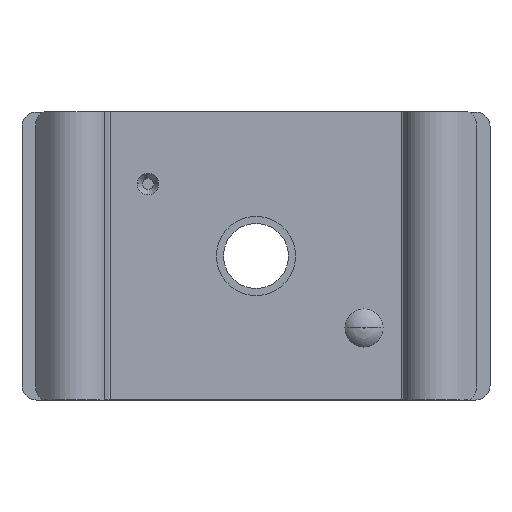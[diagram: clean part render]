
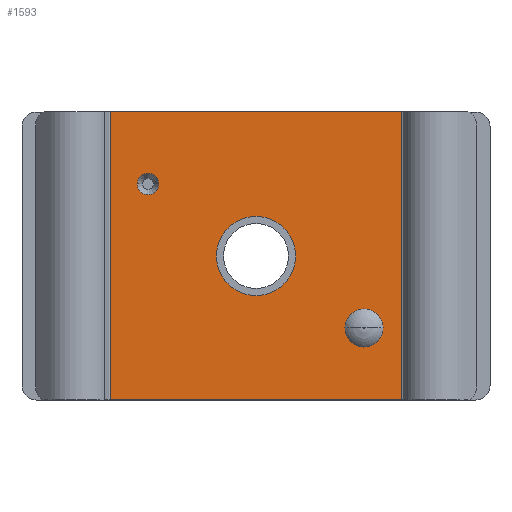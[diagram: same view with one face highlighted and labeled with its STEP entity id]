
A CAD part, front view. The second image highlights one B-rep face of the part: STEP entity #1593.
In plain terms, the highlighted face is planar.
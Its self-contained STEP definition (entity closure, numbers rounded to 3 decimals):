
#77 = DIRECTION ( 'NONE',  ( 0., 1., 0. ) ) ;
#84 = CARTESIAN_POINT ( 'NONE',  ( 20.266, 2., 40. ) ) ;
#85 = PLANE ( 'NONE',  #873 ) ;
#86 = DIRECTION ( 'NONE',  ( 0., 0., 1. ) ) ;
#100 = CARTESIAN_POINT ( 'NONE',  ( 20.266, 2., 0. ) ) ;
#105 = DIRECTION ( 'NONE',  ( 1., 0., 0. ) ) ;
#106 = CARTESIAN_POINT ( 'NONE',  ( 15., 2., 30. ) ) ;
#107 = DIRECTION ( 'NONE',  ( 0., -1., 0. ) ) ;
#108 = DIRECTION ( 'NONE',  ( 0., 0., 1. ) ) ;
#109 = CARTESIAN_POINT ( 'NONE',  ( 20.266, 2., 40. ) ) ;
#110 = CARTESIAN_POINT ( 'NONE',  ( -20.266, 2., 40. ) ) ;
#111 = CARTESIAN_POINT ( 'NONE',  ( 0., 2., 20. ) ) ;
#112 = DIRECTION ( 'NONE',  ( 0., 1., 0. ) ) ;
#113 = DIRECTION ( 'NONE',  ( 0., 0., 1. ) ) ;
#114 = CARTESIAN_POINT ( 'NONE',  ( 20.266, 2., 40. ) ) ;
#115 = DIRECTION ( 'NONE',  ( 0., 0., -1. ) ) ;
#117 = DIRECTION ( 'NONE',  ( 1., 0., 0. ) ) ;
#119 = DIRECTION ( 'NONE',  ( 0., 0., -1. ) ) ;
#120 = CARTESIAN_POINT ( 'NONE',  ( -15., 2., 10. ) ) ;
#121 = DIRECTION ( 'NONE',  ( 0., -1., 0. ) ) ;
#122 = DIRECTION ( 'NONE',  ( 1., 0., 0. ) ) ;
#341 = CARTESIAN_POINT ( 'NONE',  ( 15., 2., 30. ) ) ;
#342 = DIRECTION ( 'NONE',  ( 0., -1., 0. ) ) ;
#343 = DIRECTION ( 'NONE',  ( 0., 0., 1. ) ) ;
#470 = VERTEX_POINT ( 'NONE', #2485 ) ;
#485 = VERTEX_POINT ( 'NONE', #2469 ) ;
#525 = VERTEX_POINT ( 'NONE', #2445 ) ;
#632 = VERTEX_POINT ( 'NONE', #2441 ) ;
#633 = VERTEX_POINT ( 'NONE', #2437 ) ;
#634 = VERTEX_POINT ( 'NONE', #2443 ) ;
#665 = VERTEX_POINT ( 'NONE', #2406 ) ;
#666 = VERTEX_POINT ( 'NONE', #2405 ) ;
#668 = VERTEX_POINT ( 'NONE', #2403 ) ;
#670 = VERTEX_POINT ( 'NONE', #2401 ) ;
#848 = EDGE_CURVE ( 'NONE', #632, #633, #1260, .T. ) ;
#854 = EDGE_CURVE ( 'NONE', #634, #668, #1270, .T. ) ;
#873 = AXIS2_PLACEMENT_3D ( 'NONE', #84, #77, #86 ) ;
#877 = AXIS2_PLACEMENT_3D ( 'NONE', #106, #107, #108 ) ;
#878 = AXIS2_PLACEMENT_3D ( 'NONE', #111, #112, #113 ) ;
#879 = AXIS2_PLACEMENT_3D ( 'NONE', #120, #121, #122 ) ;
#916 = AXIS2_PLACEMENT_3D ( 'NONE', #341, #342, #343 ) ;
#1030 = CIRCLE ( 'NONE', #916, 2.648 ) ;
#1225 = EDGE_LOOP ( 'NONE', ( #2192, #2191 ) ) ;
#1260 = CIRCLE ( 'NONE', #2118, 1.493 ) ;
#1270 = CIRCLE ( 'NONE', #2121, 5.5 ) ;
#1399 = FACE_BOUND ( 'NONE', #2341, .T. ) ;
#1400 = FACE_OUTER_BOUND ( 'NONE', #2344, .T. ) ;
#1401 = FACE_BOUND ( 'NONE', #1225, .T. ) ;
#1402 = FACE_BOUND ( 'NONE', #2343, .T. ) ;
#1410 = CIRCLE ( 'NONE', #877, 2.648 ) ;
#1414 = CIRCLE ( 'NONE', #878, 5.5 ) ;
#1415 = LINE ( 'NONE', #110, #1420 ) ;
#1416 = LINE ( 'NONE', #100, #1418 ) ;
#1417 = LINE ( 'NONE', #109, #1422 ) ;
#1418 = VECTOR ( 'NONE', #105, 1000. ) ;
#1419 = LINE ( 'NONE', #114, #1424 ) ;
#1420 = VECTOR ( 'NONE', #115, 1000. ) ;
#1422 = VECTOR ( 'NONE', #117, 1000. ) ;
#1423 = CIRCLE ( 'NONE', #879, 1.493 ) ;
#1424 = VECTOR ( 'NONE', #119, 1000. ) ;
#1593 = ADVANCED_FACE ( 'NONE', ( #1399, #1402, #1400, #1401 ), #85, .T. ) ;
#1601 = EDGE_CURVE ( 'NONE', #485, #470, #1410, .T. ) ;
#1602 = EDGE_CURVE ( 'NONE', #668, #634, #1414, .T. ) ;
#1603 = EDGE_CURVE ( 'NONE', #525, #665, #1416, .T. ) ;
#1604 = EDGE_CURVE ( 'NONE', #670, #525, #1415, .T. ) ;
#1605 = EDGE_CURVE ( 'NONE', #670, #666, #1417, .T. ) ;
#1606 = EDGE_CURVE ( 'NONE', #666, #665, #1419, .T. ) ;
#1607 = EDGE_CURVE ( 'NONE', #633, #632, #1423, .T. ) ;
#1700 = EDGE_CURVE ( 'NONE', #470, #485, #1030, .T. ) ;
#1992 = DIRECTION ( 'NONE',  ( 1., 0., 0. ) ) ;
#1994 = DIRECTION ( 'NONE',  ( 0., -1., 0. ) ) ;
#1996 = CARTESIAN_POINT ( 'NONE',  ( -15., 2., 10. ) ) ;
#2011 = DIRECTION ( 'NONE',  ( 0., 0., 1. ) ) ;
#2012 = DIRECTION ( 'NONE',  ( 0., 1., 0. ) ) ;
#2013 = CARTESIAN_POINT ( 'NONE',  ( 0., 2., 20. ) ) ;
#2118 = AXIS2_PLACEMENT_3D ( 'NONE', #1996, #1994, #1992 ) ;
#2121 = AXIS2_PLACEMENT_3D ( 'NONE', #2013, #2012, #2011 ) ;
#2191 = ORIENTED_EDGE ( 'NONE', *, *, #1607, .T. ) ;
#2192 = ORIENTED_EDGE ( 'NONE', *, *, #848, .T. ) ;
#2193 = ORIENTED_EDGE ( 'NONE', *, *, #1606, .T. ) ;
#2194 = ORIENTED_EDGE ( 'NONE', *, *, #1605, .T. ) ;
#2195 = ORIENTED_EDGE ( 'NONE', *, *, #1604, .F. ) ;
#2196 = ORIENTED_EDGE ( 'NONE', *, *, #1603, .F. ) ;
#2197 = ORIENTED_EDGE ( 'NONE', *, *, #854, .F. ) ;
#2198 = ORIENTED_EDGE ( 'NONE', *, *, #1602, .F. ) ;
#2199 = ORIENTED_EDGE ( 'NONE', *, *, #1700, .T. ) ;
#2200 = ORIENTED_EDGE ( 'NONE', *, *, #1601, .T. ) ;
#2341 = EDGE_LOOP ( 'NONE', ( #2200, #2199 ) ) ;
#2343 = EDGE_LOOP ( 'NONE', ( #2198, #2197 ) ) ;
#2344 = EDGE_LOOP ( 'NONE', ( #2196, #2195, #2194, #2193 ) ) ;
#2401 = CARTESIAN_POINT ( 'NONE',  ( -20.266, 2., 40. ) ) ;
#2403 = CARTESIAN_POINT ( 'NONE',  ( 0., 2., 25.5 ) ) ;
#2405 = CARTESIAN_POINT ( 'NONE',  ( 20.266, 2., 40. ) ) ;
#2406 = CARTESIAN_POINT ( 'NONE',  ( 20.266, 2., 0. ) ) ;
#2437 = CARTESIAN_POINT ( 'NONE',  ( -16.493, 2., 10. ) ) ;
#2441 = CARTESIAN_POINT ( 'NONE',  ( -13.507, 2., 10. ) ) ;
#2443 = CARTESIAN_POINT ( 'NONE',  ( 0., 2., 14.5 ) ) ;
#2445 = CARTESIAN_POINT ( 'NONE',  ( -20.266, 2., 0. ) ) ;
#2469 = CARTESIAN_POINT ( 'NONE',  ( 12.352, 2., 30. ) ) ;
#2485 = CARTESIAN_POINT ( 'NONE',  ( 17.648, 2., 30. ) ) ;
